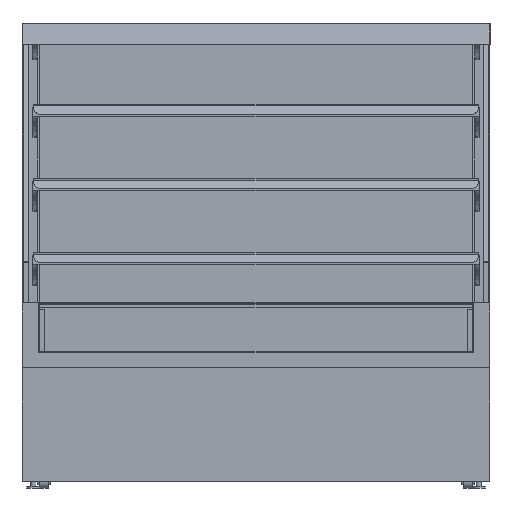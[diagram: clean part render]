
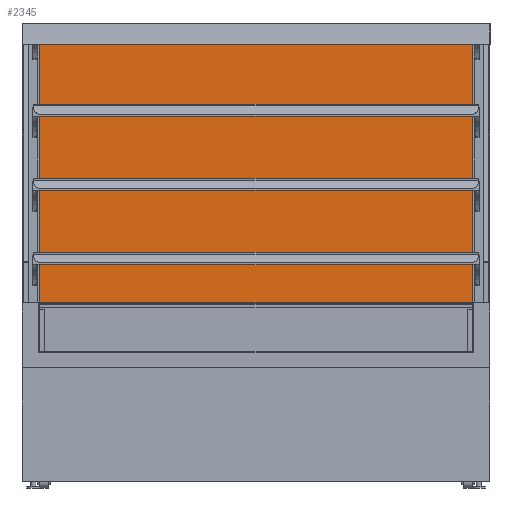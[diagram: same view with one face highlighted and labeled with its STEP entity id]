
A CAD part, top view. The second image highlights one B-rep face of the part: STEP entity #2345.
In plain terms, the highlighted planar face has unit normal (0, 0, 1).
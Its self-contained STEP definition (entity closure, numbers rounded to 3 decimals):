
#46 = VECTOR ( 'NONE', #540, 1000. ) ;
#540 = DIRECTION ( 'NONE',  ( 1., 0., 0. ) ) ;
#1143 = VERTEX_POINT ( 'NONE', #9511 ) ;
#1459 = LINE ( 'NONE', #7454, #10752 ) ;
#2097 = EDGE_CURVE ( 'NONE', #3750, #3805, #1459, .T. ) ;
#2319 = CARTESIAN_POINT ( 'NONE',  ( -1461.785, 197., -222.25 ) ) ;
#2345 = ADVANCED_FACE ( 'NONE', ( #9763 ), #8613, .T. ) ;
#2591 = EDGE_CURVE ( 'NONE', #1143, #3632, #10040, .T. ) ;
#2720 = EDGE_LOOP ( 'NONE', ( #5211, #3900, #2848, #6898 ) ) ;
#2848 = ORIENTED_EDGE ( 'NONE', *, *, #10691, .T. ) ;
#3195 = CARTESIAN_POINT ( 'NONE',  ( -1461.785, 994.3, -222.25 ) ) ;
#3398 = DIRECTION ( 'NONE',  ( 1., 0., 0. ) ) ;
#3632 = VERTEX_POINT ( 'NONE', #4155 ) ;
#3750 = VERTEX_POINT ( 'NONE', #6185 ) ;
#3760 = DIRECTION ( 'NONE',  ( 0., -1., 0. ) ) ;
#3805 = VERTEX_POINT ( 'NONE', #4345 ) ;
#3900 = ORIENTED_EDGE ( 'NONE', *, *, #2591, .T. ) ;
#4155 = CARTESIAN_POINT ( 'NONE',  ( -657., 197., -222.25 ) ) ;
#4345 = CARTESIAN_POINT ( 'NONE',  ( 657., 197., -222.25 ) ) ;
#4997 = DIRECTION ( 'NONE',  ( 0., 0., 1. ) ) ;
#5179 = LINE ( 'NONE', #8070, #10831 ) ;
#5211 = ORIENTED_EDGE ( 'NONE', *, *, #8047, .F. ) ;
#5947 = LINE ( 'NONE', #2319, #46 ) ;
#6185 = CARTESIAN_POINT ( 'NONE',  ( 657., 994.3, -222.25 ) ) ;
#6898 = ORIENTED_EDGE ( 'NONE', *, *, #2097, .F. ) ;
#7210 = CARTESIAN_POINT ( 'NONE',  ( -657., 994.3, -222.25 ) ) ;
#7454 = CARTESIAN_POINT ( 'NONE',  ( 657., 994.3, -222.25 ) ) ;
#7489 = VECTOR ( 'NONE', #9820, 1000. ) ;
#7854 = AXIS2_PLACEMENT_3D ( 'NONE', #3195, #4997, #9442 ) ;
#8047 = EDGE_CURVE ( 'NONE', #1143, #3750, #5179, .T. ) ;
#8070 = CARTESIAN_POINT ( 'NONE',  ( -1461.785, 994.3, -222.25 ) ) ;
#8613 = PLANE ( 'NONE',  #7854 ) ;
#9442 = DIRECTION ( 'NONE',  ( 0., -1., 0. ) ) ;
#9511 = CARTESIAN_POINT ( 'NONE',  ( -657., 994.3, -222.25 ) ) ;
#9763 = FACE_OUTER_BOUND ( 'NONE', #2720, .T. ) ;
#9820 = DIRECTION ( 'NONE',  ( 0., -1., 0. ) ) ;
#10040 = LINE ( 'NONE', #7210, #7489 ) ;
#10691 = EDGE_CURVE ( 'NONE', #3632, #3805, #5947, .T. ) ;
#10752 = VECTOR ( 'NONE', #3760, 1000. ) ;
#10831 = VECTOR ( 'NONE', #3398, 1000. ) ;
